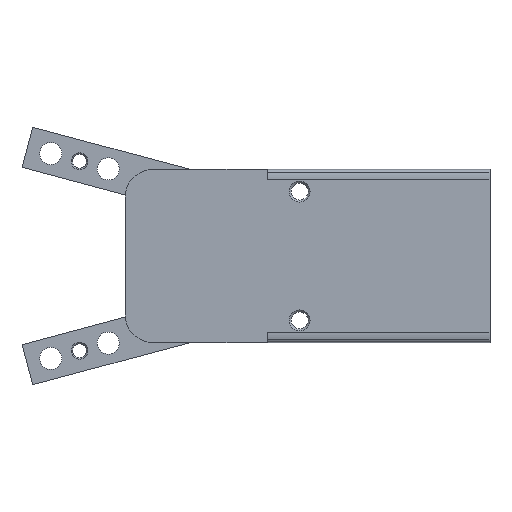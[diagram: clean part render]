
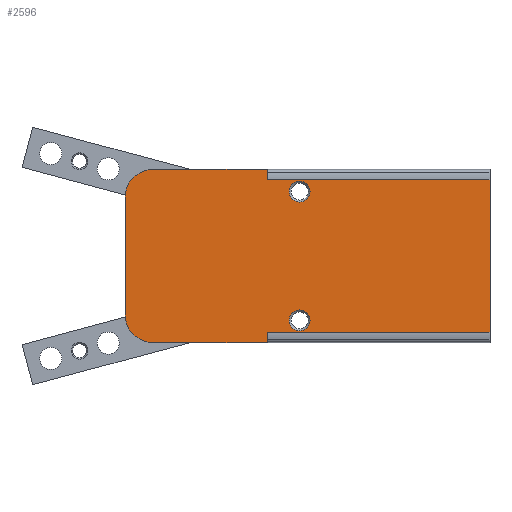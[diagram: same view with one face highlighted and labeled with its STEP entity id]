
A CAD part, left-side view. The second image highlights one B-rep face of the part: STEP entity #2596.
In plain terms, the highlighted planar face has unit normal (-1, 0, 0).
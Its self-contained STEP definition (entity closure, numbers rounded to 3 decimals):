
#172=LINE('',#4020,#371);
#183=LINE('',#4046,#382);
#206=LINE('',#4152,#405);
#223=LINE('',#4202,#422);
#225=LINE('',#4209,#424);
#226=LINE('',#4211,#425);
#227=LINE('',#4212,#426);
#228=LINE('',#4214,#427);
#371=VECTOR('',#3162,1000.);
#382=VECTOR('',#3179,1000.);
#405=VECTOR('',#3272,1000.);
#422=VECTOR('',#3313,1000.);
#424=VECTOR('',#3321,1000.);
#425=VECTOR('',#3322,1000.);
#426=VECTOR('',#3323,1000.);
#427=VECTOR('',#3324,1000.);
#698=ORIENTED_EDGE('',*,*,#1378,.T.);
#699=ORIENTED_EDGE('',*,*,#1379,.T.);
#700=ORIENTED_EDGE('',*,*,#1283,.F.);
#701=ORIENTED_EDGE('',*,*,#1301,.F.);
#702=ORIENTED_EDGE('',*,*,#1376,.F.);
#703=ORIENTED_EDGE('',*,*,#1298,.F.);
#704=ORIENTED_EDGE('',*,*,#1296,.T.);
#705=ORIENTED_EDGE('',*,*,#1380,.T.);
#706=ORIENTED_EDGE('',*,*,#1381,.T.);
#707=ORIENTED_EDGE('',*,*,#1349,.T.);
#708=ORIENTED_EDGE('',*,*,#1382,.F.);
#709=ORIENTED_EDGE('',*,*,#1383,.T.);
#1283=EDGE_CURVE('',#1632,#1633,#172,.T.);
#1296=EDGE_CURVE('',#1645,#1644,#183,.T.);
#1298=EDGE_CURVE('',#1645,#1646,#1875,.T.);
#1301=EDGE_CURVE('',#1647,#1632,#1876,.T.);
#1349=EDGE_CURVE('',#1693,#1692,#206,.T.);
#1376=EDGE_CURVE('',#1646,#1647,#223,.T.);
#1378=EDGE_CURVE('',#1714,#1714,#1915,.T.);
#1379=EDGE_CURVE('',#1715,#1715,#1916,.T.);
#1380=EDGE_CURVE('',#1644,#1716,#225,.T.);
#1381=EDGE_CURVE('',#1716,#1693,#226,.T.);
#1382=EDGE_CURVE('',#1717,#1692,#227,.T.);
#1383=EDGE_CURVE('',#1717,#1633,#228,.T.);
#1632=VERTEX_POINT('',#4019);
#1633=VERTEX_POINT('',#4021);
#1644=VERTEX_POINT('',#4045);
#1645=VERTEX_POINT('',#4047);
#1646=VERTEX_POINT('',#4051);
#1647=VERTEX_POINT('',#4055);
#1692=VERTEX_POINT('',#4151);
#1693=VERTEX_POINT('',#4153);
#1714=VERTEX_POINT('',#4206);
#1715=VERTEX_POINT('',#4208);
#1716=VERTEX_POINT('',#4210);
#1717=VERTEX_POINT('',#4213);
#1875=CIRCLE('',#2805,4.);
#1876=CIRCLE('',#2807,4.);
#1915=CIRCLE('',#2852,1.5);
#1916=CIRCLE('',#2853,1.5);
#2037=EDGE_LOOP('',(#698));
#2038=EDGE_LOOP('',(#699));
#2039=EDGE_LOOP('',(#700,#701,#702,#703,#704,#705,#706,#707,#708,#709));
#2284=FACE_BOUND('',#2037,.T.);
#2285=FACE_BOUND('',#2038,.T.);
#2286=FACE_BOUND('',#2039,.T.);
#2526=PLANE('',#2851);
#2596=ADVANCED_FACE('',(#2284,#2285,#2286),#2526,.F.);
#2805=AXIS2_PLACEMENT_3D('',#4050,#3183,#3184);
#2807=AXIS2_PLACEMENT_3D('',#4056,#3189,#3190);
#2851=AXIS2_PLACEMENT_3D('',#4204,#3315,#3316);
#2852=AXIS2_PLACEMENT_3D('',#4205,#3317,#3318);
#2853=AXIS2_PLACEMENT_3D('',#4207,#3319,#3320);
#3162=DIRECTION('',(0.,-1.,0.));
#3179=DIRECTION('',(0.,-1.,0.));
#3183=DIRECTION('',(1.,0.,0.));
#3184=DIRECTION('',(0.,0.,-1.));
#3189=DIRECTION('',(1.,0.,0.));
#3190=DIRECTION('',(0.,0.,-1.));
#3272=DIRECTION('',(0.,0.,1.));
#3313=DIRECTION('',(0.,0.,1.));
#3315=DIRECTION('',(1.,0.,0.));
#3316=DIRECTION('',(0.,0.,-1.));
#3317=DIRECTION('',(1.,0.,0.));
#3318=DIRECTION('',(0.,0.,-1.));
#3319=DIRECTION('',(1.,0.,0.));
#3320=DIRECTION('',(0.,0.,-1.));
#3321=DIRECTION('',(0.,0.,1.));
#3322=DIRECTION('',(0.,-1.,0.));
#3323=DIRECTION('',(0.,-1.,0.));
#3324=DIRECTION('',(0.,0.,1.));
#4019=CARTESIAN_POINT('',(-8.,48.7,12.5));
#4020=CARTESIAN_POINT('',(-8.,52.7,12.5));
#4021=CARTESIAN_POINT('',(-8.,32.2,12.5));
#4045=CARTESIAN_POINT('',(-8.,32.2,-12.5));
#4046=CARTESIAN_POINT('',(-8.,52.7,-12.5));
#4047=CARTESIAN_POINT('',(-8.,48.7,-12.5));
#4050=CARTESIAN_POINT('',(-8.,48.7,-8.5));
#4051=CARTESIAN_POINT('',(-8.,52.7,-8.5));
#4055=CARTESIAN_POINT('',(-8.,52.7,8.5));
#4056=CARTESIAN_POINT('',(-8.,48.7,8.5));
#4151=CARTESIAN_POINT('',(-8.,0.,11.));
#4152=CARTESIAN_POINT('',(-8.,0.,-12.5));
#4153=CARTESIAN_POINT('',(-8.,0.,-11.));
#4202=CARTESIAN_POINT('',(-8.,52.7,-12.5));
#4204=CARTESIAN_POINT('',(-8.,52.7,-12.5));
#4205=CARTESIAN_POINT('',(-8.,27.5,-9.3));
#4206=CARTESIAN_POINT('',(-8.,27.5,-10.8));
#4207=CARTESIAN_POINT('',(-8.,27.5,9.3));
#4208=CARTESIAN_POINT('',(-8.,27.5,7.8));
#4209=CARTESIAN_POINT('',(-8.,32.2,-12.5));
#4210=CARTESIAN_POINT('',(-8.,32.2,-11.));
#4211=CARTESIAN_POINT('',(-8.,32.2,-11.));
#4212=CARTESIAN_POINT('',(-8.,32.2,11.));
#4213=CARTESIAN_POINT('',(-8.,32.2,11.));
#4214=CARTESIAN_POINT('',(-8.,32.2,-12.5));
